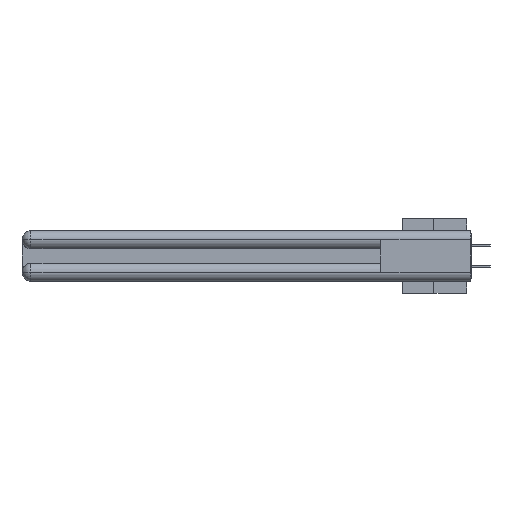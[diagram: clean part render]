
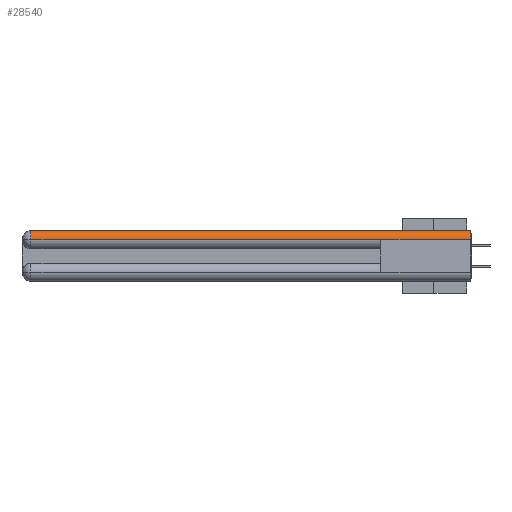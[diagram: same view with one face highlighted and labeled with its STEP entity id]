
A CAD part, left-side view. The second image highlights one B-rep face of the part: STEP entity #28540.
In plain terms, the highlighted cylindrical face has radius 1.562 mm (diameter 3.124 mm), a partial arc.
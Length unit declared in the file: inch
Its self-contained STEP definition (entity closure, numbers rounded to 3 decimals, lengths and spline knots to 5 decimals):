
#137 = ORIENTED_EDGE ( 'NONE', *, *, #6408, .F. ) ;
#401 = CARTESIAN_POINT ( 'NONE',  ( 0.0615, 0., -0.0615 ) ) ;
#891 = EDGE_CURVE ( 'NONE', #4792, #15498, #30646, .T. ) ;
#1745 = ORIENTED_EDGE ( 'NONE', *, *, #7071, .T. ) ;
#4329 = VERTEX_POINT ( 'NONE', #20584 ) ;
#4792 = VERTEX_POINT ( 'NONE', #20385 ) ;
#4807 = DIRECTION ( 'NONE',  ( 0., -1., 0. ) ) ;
#6408 = EDGE_CURVE ( 'NONE', #21675, #4792, #8353, .T. ) ;
#6936 = FACE_OUTER_BOUND ( 'NONE', #24217, .T. ) ;
#7071 = EDGE_CURVE ( 'NONE', #21675, #4329, #44869, .T. ) ;
#7317 = VECTOR ( 'NONE', #33679, 39.37008 ) ;
#8062 = CARTESIAN_POINT ( 'NONE',  ( 0.0615, 0., 0. ) ) ;
#8353 = LINE ( 'NONE', #8062, #36697 ) ;
#15055 = DIRECTION ( 'NONE',  ( 0., 1., 0. ) ) ;
#15498 = VERTEX_POINT ( 'NONE', #43954 ) ;
#15573 = ORIENTED_EDGE ( 'NONE', *, *, #891, .F. ) ;
#15912 = AXIS2_PLACEMENT_3D ( 'NONE', #32392, #15055, #22794 ) ;
#17715 = LINE ( 'NONE', #25654, #19904 ) ;
#18259 = EDGE_CURVE ( 'NONE', #15498, #43378, #38374, .T. ) ;
#19904 = VECTOR ( 'NONE', #4807, 39.37008 ) ;
#20385 = CARTESIAN_POINT ( 'NONE',  ( 0.0615, 0., 0. ) ) ;
#20584 = CARTESIAN_POINT ( 'NONE',  ( 0., 2.94, -0.0615 ) ) ;
#21675 = VERTEX_POINT ( 'NONE', #26148 ) ;
#21784 = AXIS2_PLACEMENT_3D ( 'NONE', #26554, #39957, #33107 ) ;
#22794 = DIRECTION ( 'NONE',  ( 0., 0., 1. ) ) ;
#24217 = EDGE_LOOP ( 'NONE', ( #137, #1745, #25524, #28973, #15573 ) ) ;
#25524 = ORIENTED_EDGE ( 'NONE', *, *, #34549, .T. ) ;
#25654 = CARTESIAN_POINT ( 'NONE',  ( 0., 3., -0.0615 ) ) ;
#26148 = CARTESIAN_POINT ( 'NONE',  ( 0.0615, 2.94, 0. ) ) ;
#26554 = CARTESIAN_POINT ( 'NONE',  ( 0.0615, 2.94, -0.0615 ) ) ;
#28540 = ADVANCED_FACE ( 'NONE', ( #6936 ), #42858, .T. ) ;
#28973 = ORIENTED_EDGE ( 'NONE', *, *, #18259, .F. ) ;
#30646 = CIRCLE ( 'NONE', #44051, 0.0615 ) ;
#32392 = CARTESIAN_POINT ( 'NONE',  ( 0.0615, 0., -0.0615 ) ) ;
#33107 = DIRECTION ( 'NONE',  ( 0., 0., 1. ) ) ;
#33679 = DIRECTION ( 'NONE',  ( 0., 1., 0. ) ) ;
#34549 = EDGE_CURVE ( 'NONE', #4329, #43378, #17715, .T. ) ;
#35582 = DIRECTION ( 'NONE',  ( 0., -1., 0. ) ) ;
#35723 = CARTESIAN_POINT ( 'NONE',  ( 0., 0.6, -0.0615 ) ) ;
#36697 = VECTOR ( 'NONE', #39537, 39.37008 ) ;
#37045 = CARTESIAN_POINT ( 'NONE',  ( 0., 3., -0.0615 ) ) ;
#38374 = LINE ( 'NONE', #37045, #7317 ) ;
#39537 = DIRECTION ( 'NONE',  ( 0., -1., 0. ) ) ;
#39957 = DIRECTION ( 'NONE',  ( 0., -1., 0. ) ) ;
#42742 = DIRECTION ( 'NONE',  ( 1., 0., 0. ) ) ;
#42858 = CYLINDRICAL_SURFACE ( 'NONE', #15912, 0.0615 ) ;
#43378 = VERTEX_POINT ( 'NONE', #35723 ) ;
#43954 = CARTESIAN_POINT ( 'NONE',  ( 0., 0., -0.0615 ) ) ;
#44051 = AXIS2_PLACEMENT_3D ( 'NONE', #401, #35582, #42742 ) ;
#44869 = CIRCLE ( 'NONE', #21784, 0.0615 ) ;
